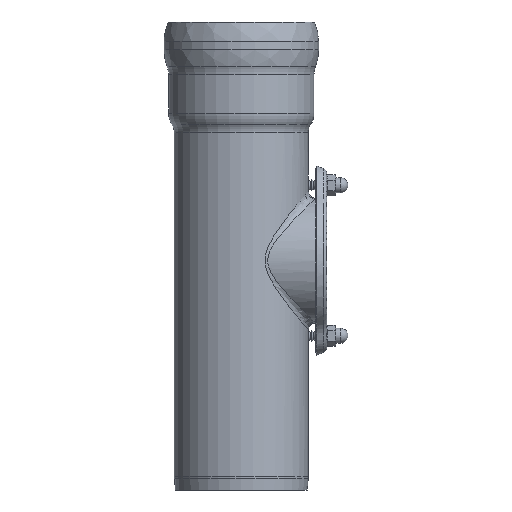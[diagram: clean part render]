
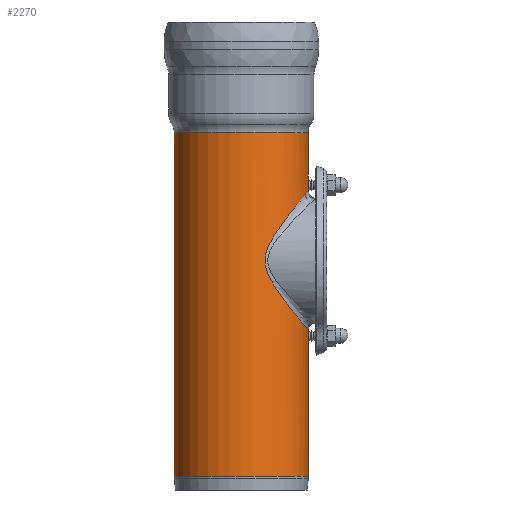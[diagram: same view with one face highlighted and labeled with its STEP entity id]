
A CAD part, left-side view. The second image highlights one B-rep face of the part: STEP entity #2270.
In plain terms, the highlighted cylindrical face has radius 365 mm (diameter 730 mm), a full revolution.
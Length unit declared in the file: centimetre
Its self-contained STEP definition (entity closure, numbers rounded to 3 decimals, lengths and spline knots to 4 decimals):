
#94=LINE('',#4055,#191);
#95=LINE('',#4057,#192);
#191=VECTOR('',#2764,36.5);
#192=VECTOR('',#2765,36.5);
#319=FACE_OUTER_BOUND('',#528,.T.);
#528=EDGE_LOOP('',(#1553,#1554,#1555,#1556,#1557,#1558,#1559,#1560,#1561,
#1562,#1563));
#696=CIRCLE('',#2432,36.5);
#697=CIRCLE('',#2433,36.5);
#698=CIRCLE('',#2435,36.5);
#699=CIRCLE('',#2436,36.5);
#870=B_SPLINE_CURVE_WITH_KNOTS('',3,(#3981,#3982,#3983,#3984,#3985,#3986,
#3987,#3988,#3989,#3990,#3991,#3992,#3993,#3994,#3995,#3996),
 .UNSPECIFIED.,.F.,.F.,(4,1,1,1,1,1,1,1,1,1,1,1,1,4),(-231.7428,
-229.6737,-227.6046,-223.4663,-219.328,
-215.1898,-211.0515,-206.9132,-198.6367,
-191.2798,-187.6013,-180.2444,-176.566,
-173.8066),.UNSPECIFIED.);
#871=B_SPLINE_CURVE_WITH_KNOTS('',3,(#3997,#3998,#3999,#4000,#4001,#4002,
#4003,#4004,#4005,#4006,#4007,#4008,#4009,#4010,#4011,#4012,#4013,#4014,
#4015,#4016,#4017,#4018,#4019,#4020,#4021,#4022,#4023,#4024,#4025,#4026,
#4027),.UNSPECIFIED.,.F.,.F.,(4,1,1,1,1,1,1,1,1,1,1,1,1,1,1,1,1,1,1,1,1,
1,1,1,1,1,1,1,4),(-173.8066,-171.0483,-165.5306,
-160.0129,-154.4952,-148.9775,-143.4598,
-137.9422,-132.4245,-129.6656,-126.9068,
-124.1479,-121.3891,-117.7106,-115.8714,
-114.0322,-112.193,-110.3537,-107.5949,
-104.836,-99.3184,-93.8007,-88.283,
-82.7653,-77.2476,-69.8907,-66.2122,
-60.6946,-57.9339),.UNSPECIFIED.);
#872=B_SPLINE_CURVE_WITH_KNOTS('',3,(#4028,#4029,#4030,#4031,#4032,#4033,
#4034,#4035,#4036,#4037,#4038,#4039,#4040,#4041,#4042,#4043),
 .UNSPECIFIED.,.F.,.F.,(4,1,1,1,1,1,1,1,1,1,1,1,1,4),(-57.9339,
-55.1769,-51.4984,-44.1415,-36.7846,
-33.1061,-24.8296,-20.6913,-16.5531,
-12.4148,-8.2765,-4.1383,-2.0691,0.),
 .UNSPECIFIED.);
#945=VERTEX_POINT('',#3484);
#947=VERTEX_POINT('',#3501);
#949=VERTEX_POINT('',#3923);
#953=VERTEX_POINT('',#4049);
#954=VERTEX_POINT('',#4051);
#955=VERTEX_POINT('',#4056);
#956=VERTEX_POINT('',#4058);
#1180=EDGE_CURVE('',#949,#947,#870,.T.);
#1181=EDGE_CURVE('',#947,#945,#871,.T.);
#1182=EDGE_CURVE('',#945,#949,#872,.T.);
#1186=EDGE_CURVE('',#953,#954,#696,.T.);
#1187=EDGE_CURVE('',#954,#953,#697,.T.);
#1188=EDGE_CURVE('',#954,#947,#94,.T.);
#1189=EDGE_CURVE('',#945,#955,#95,.T.);
#1190=EDGE_CURVE('',#955,#956,#698,.T.);
#1191=EDGE_CURVE('',#956,#955,#699,.T.);
#1553=ORIENTED_EDGE('',*,*,#1187,.F.);
#1554=ORIENTED_EDGE('',*,*,#1188,.T.);
#1555=ORIENTED_EDGE('',*,*,#1180,.F.);
#1556=ORIENTED_EDGE('',*,*,#1182,.F.);
#1557=ORIENTED_EDGE('',*,*,#1189,.T.);
#1558=ORIENTED_EDGE('',*,*,#1190,.T.);
#1559=ORIENTED_EDGE('',*,*,#1191,.T.);
#1560=ORIENTED_EDGE('',*,*,#1189,.F.);
#1561=ORIENTED_EDGE('',*,*,#1181,.F.);
#1562=ORIENTED_EDGE('',*,*,#1188,.F.);
#1563=ORIENTED_EDGE('',*,*,#1186,.F.);
#2237=CYLINDRICAL_SURFACE('',#2434,36.5);
#2270=ADVANCED_FACE('',(#319),#2237,.T.);
#2432=AXIS2_PLACEMENT_3D('',#4052,#2758,#2759);
#2433=AXIS2_PLACEMENT_3D('',#4053,#2760,#2761);
#2434=AXIS2_PLACEMENT_3D('',#4054,#2762,#2763);
#2435=AXIS2_PLACEMENT_3D('',#4059,#2766,#2767);
#2436=AXIS2_PLACEMENT_3D('',#4060,#2768,#2769);
#2758=DIRECTION('center_axis',(0.,0.,
-1.));
#2759=DIRECTION('ref_axis',(0.,-1.,0.));
#2760=DIRECTION('center_axis',(0.,0.,
-1.));
#2761=DIRECTION('ref_axis',(0.,-1.,0.));
#2762=DIRECTION('center_axis',(0.,0.,
-1.));
#2763=DIRECTION('ref_axis',(0.,1.,0.));
#2764=DIRECTION('',(0.,0.,1.));
#2765=DIRECTION('',(0.,0.,1.));
#2766=DIRECTION('center_axis',(0.,0.,-1.));
#2767=DIRECTION('ref_axis',(0.,1.,0.));
#2768=DIRECTION('center_axis',(0.,0.,-1.));
#2769=DIRECTION('ref_axis',(0.,1.,0.));
#3484=CARTESIAN_POINT('',(804.1796,293.9759,35.3512));
#3501=CARTESIAN_POINT('',(804.1795,293.9759,-40.3481));
#3923=CARTESIAN_POINT('',(770.0675,317.4894,-2.4984));
#3981=CARTESIAN_POINT('Ctrl Pts',(770.0675,317.4894,-2.4984));
#3982=CARTESIAN_POINT('Ctrl Pts',(770.0675,317.4894,-3.2841));
#3983=CARTESIAN_POINT('Ctrl Pts',(770.1119,317.3721,-4.8545));
#3984=CARTESIAN_POINT('Ctrl Pts',(770.3698,316.71,-7.908));
#3985=CARTESIAN_POINT('Ctrl Pts',(770.967,315.2841,-11.4641));
#3986=CARTESIAN_POINT('Ctrl Pts',(772.0309,313.1273,-15.361));
#3987=CARTESIAN_POINT('Ctrl Pts',(773.4059,310.7797,-18.9823));
#3988=CARTESIAN_POINT('Ctrl Pts',(775.0852,308.3652,-22.3857));
#3989=CARTESIAN_POINT('Ctrl Pts',(777.7394,305.1572,-26.6585));
#3990=CARTESIAN_POINT('Ctrl Pts',(781.6606,301.4921,-31.276));
#3991=CARTESIAN_POINT('Ctrl Pts',(786.4802,298.4137,-35.0317));
#3992=CARTESIAN_POINT('Ctrl Pts',(791.7124,296.0314,-37.9009));
#3993=CARTESIAN_POINT('Ctrl Pts',(796.3806,294.6663,-39.5278));
#3994=CARTESIAN_POINT('Ctrl Pts',(801.0324,294.061,-40.247));
#3995=CARTESIAN_POINT('Ctrl Pts',(803.2354,293.976,-40.348));
#3996=CARTESIAN_POINT('Ctrl Pts',(804.1796,293.9759,-40.3481));
#3997=CARTESIAN_POINT('Ctrl Pts',(804.1796,293.9759,-40.3481));
#3998=CARTESIAN_POINT('Ctrl Pts',(805.1234,293.9759,-40.3482));
#3999=CARTESIAN_POINT('Ctrl Pts',(807.9549,294.0847,-40.2188));
#4000=CARTESIAN_POINT('Ctrl Pts',(812.5833,294.8132,-39.3536));
#4001=CARTESIAN_POINT('Ctrl Pts',(817.7406,296.4518,-37.3965));
#4002=CARTESIAN_POINT('Ctrl Pts',(822.3612,298.696,-34.6901));
#4003=CARTESIAN_POINT('Ctrl Pts',(826.3885,301.3836,-31.3981));
#4004=CARTESIAN_POINT('Ctrl Pts',(829.8241,304.3781,-27.6415));
#4005=CARTESIAN_POINT('Ctrl Pts',(832.6837,307.5534,-23.5025));
#4006=CARTESIAN_POINT('Ctrl Pts',(834.607,310.248,-19.7607));
#4007=CARTESIAN_POINT('Ctrl Pts',(835.8756,312.3469,-16.5703));
#4008=CARTESIAN_POINT('Ctrl Pts',(836.6891,313.8548,-14.0664));
#4009=CARTESIAN_POINT('Ctrl Pts',(837.3599,315.2445,-11.4274));
#4010=CARTESIAN_POINT('Ctrl Pts',(837.9329,316.5642,-8.3171));
#4011=CARTESIAN_POINT('Ctrl Pts',(838.2385,317.3511,-5.2912));
#4012=CARTESIAN_POINT('Ctrl Pts',(838.3085,317.5358,-2.496));
#4013=CARTESIAN_POINT('Ctrl Pts',(838.2558,317.3965,-0.402));
#4014=CARTESIAN_POINT('Ctrl Pts',(838.1024,317.0008,1.6449));
#4015=CARTESIAN_POINT('Ctrl Pts',(837.8177,316.2984,3.9436));
#4016=CARTESIAN_POINT('Ctrl Pts',(837.3592,315.2433,6.4355));
#4017=CARTESIAN_POINT('Ctrl Pts',(836.4638,313.3876,9.9513));
#4018=CARTESIAN_POINT('Ctrl Pts',(834.9941,310.7896,14.0084));
#4019=CARTESIAN_POINT('Ctrl Pts',(832.6838,307.5539,18.5064));
#4020=CARTESIAN_POINT('Ctrl Pts',(829.8248,304.3785,22.6435));
#4021=CARTESIAN_POINT('Ctrl Pts',(826.3901,301.3853,26.3993));
#4022=CARTESIAN_POINT('Ctrl Pts',(821.9161,298.3978,30.0581));
#4023=CARTESIAN_POINT('Ctrl Pts',(817.1943,296.2282,32.6669));
#4024=CARTESIAN_POINT('Ctrl Pts',(811.9672,294.7165,34.4716));
#4025=CARTESIAN_POINT('Ctrl Pts',(807.9568,294.0848,35.2218));
#4026=CARTESIAN_POINT('Ctrl Pts',(805.1243,293.9759,35.3512));
#4027=CARTESIAN_POINT('Ctrl Pts',(804.1796,293.976,35.3511));
#4028=CARTESIAN_POINT('Ctrl Pts',(804.1796,293.976,35.3511));
#4029=CARTESIAN_POINT('Ctrl Pts',(803.2362,293.9761,35.351));
#4030=CARTESIAN_POINT('Ctrl Pts',(801.0338,294.061,35.2501));
#4031=CARTESIAN_POINT('Ctrl Pts',(796.3834,294.6655,34.5321));
#4032=CARTESIAN_POINT('Ctrl Pts',(790.5463,296.3727,32.497));
#4033=CARTESIAN_POINT('Ctrl Pts',(785.5178,298.9776,29.3532));
#4034=CARTESIAN_POINT('Ctrl Pts',(780.9345,302.1717,25.423));
#4035=CARTESIAN_POINT('Ctrl Pts',(777.7386,305.1577,21.6609));
#4036=CARTESIAN_POINT('Ctrl Pts',(775.088,308.3619,17.3933));
#4037=CARTESIAN_POINT('Ctrl Pts',(773.4065,310.7783,13.9877));
#4038=CARTESIAN_POINT('Ctrl Pts',(772.0304,313.1284,10.3622));
#4039=CARTESIAN_POINT('Ctrl Pts',(770.9673,315.2836,6.4681));
#4040=CARTESIAN_POINT('Ctrl Pts',(770.3697,316.7101,2.911));
#4041=CARTESIAN_POINT('Ctrl Pts',(770.1119,317.3721,-0.1423));
#4042=CARTESIAN_POINT('Ctrl Pts',(770.0675,317.4894,-1.7128));
#4043=CARTESIAN_POINT('Ctrl Pts',(770.0675,317.4894,-2.4984));
#4049=CARTESIAN_POINT('',(840.6793,330.4756,-120.0662));
#4051=CARTESIAN_POINT('',(804.1793,293.9756,-120.0662));
#4052=CARTESIAN_POINT('Origin',(804.1793,330.4756,-120.0662));
#4053=CARTESIAN_POINT('Origin',(804.1793,330.4756,-120.0662));
#4054=CARTESIAN_POINT('Origin',(804.1793,330.4756,-2.4984));
#4055=CARTESIAN_POINT('',(804.1793,293.9756,-2.4984));
#4056=CARTESIAN_POINT('',(804.1793,293.9756,67.1918));
#4057=CARTESIAN_POINT('',(804.1793,293.9756,-2.4984));
#4058=CARTESIAN_POINT('',(840.6793,330.4756,67.1918));
#4059=CARTESIAN_POINT('Origin',(804.1793,330.4756,67.1918));
#4060=CARTESIAN_POINT('Origin',(804.1793,330.4756,67.1918));
